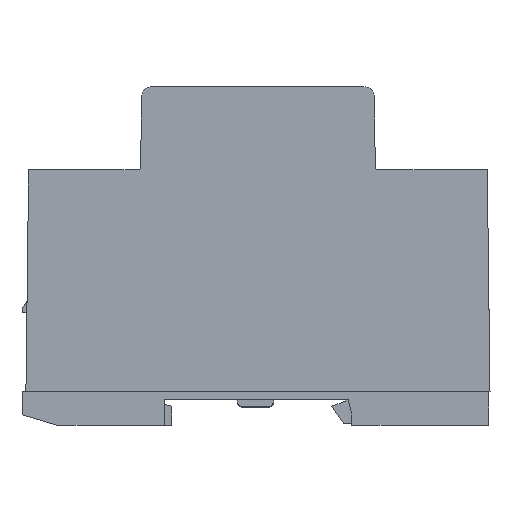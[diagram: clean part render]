
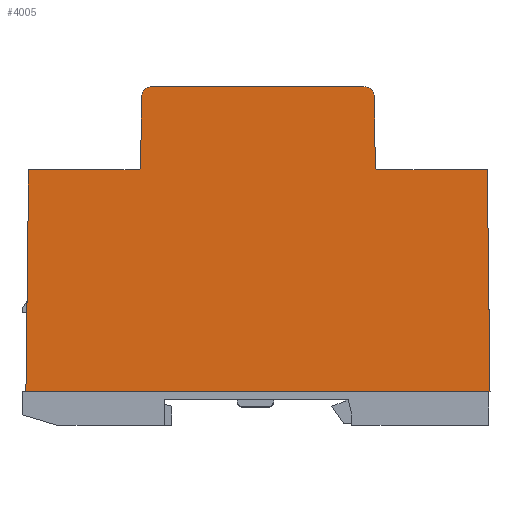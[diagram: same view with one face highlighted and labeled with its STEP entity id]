
A CAD part, left-side view. The second image highlights one B-rep face of the part: STEP entity #4005.
In plain terms, the highlighted planar face has unit normal (-1, 0, 0).
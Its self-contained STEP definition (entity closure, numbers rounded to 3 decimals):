
#4005=ADVANCED_FACE('',(#10552),#10553,.F.);
#4135=VERTEX_POINT('',#10765);
#4143=VERTEX_POINT('',#10773);
#4147=EDGE_CURVE('',#4143,#4135,#10777,.T.);
#4149=VERTEX_POINT('',#10779);
#4155=VERTEX_POINT('',#10785);
#4157=EDGE_CURVE('',#4149,#4155,#10787,.T.);
#4165=VERTEX_POINT('',#10795);
#4171=VERTEX_POINT('',#10801);
#4173=EDGE_CURVE('',#4165,#4171,#10803,.T.);
#4183=VERTEX_POINT('',#10813);
#4191=VERTEX_POINT('',#10821);
#4195=EDGE_CURVE('',#4191,#4183,#10825,.T.);
#5537=VERTEX_POINT('',#12167);
#5539=EDGE_CURVE('',#4155,#5537,#12169,.T.);
#8615=VERTEX_POINT('',#15245);
#8617=VERTEX_POINT('',#15247);
#8619=EDGE_CURVE('',#8615,#8617,#15249,.T.);
#8661=VERTEX_POINT('',#15291);
#8663=EDGE_CURVE('',#8615,#8661,#15293,.T.);
#8691=VERTEX_POINT('',#15321);
#8693=VERTEX_POINT('',#15323);
#8695=EDGE_CURVE('',#8691,#8693,#15325,.T.);
#8727=EDGE_CURVE('',#4183,#8691,#15357,.T.);
#8729=EDGE_CURVE('',#8693,#8617,#15359,.T.);
#8731=EDGE_CURVE('',#4171,#4191,#15361,.T.);
#8733=EDGE_CURVE('',#5537,#4165,#15363,.T.);
#8735=VERTEX_POINT('',#15365);
#8737=EDGE_CURVE('',#8735,#4149,#15367,.T.);
#8739=VERTEX_POINT('',#15369);
#8741=EDGE_CURVE('',#8739,#8735,#15371,.T.);
#8743=EDGE_CURVE('',#4135,#8739,#15373,.T.);
#8745=EDGE_CURVE('',#8661,#4143,#15375,.T.);
#10552=FACE_OUTER_BOUND('',#17176,.T.);
#10553=PLANE('',#17177);
#10765=CARTESIAN_POINT('',(0.25,67.143,49.144));
#10773=CARTESIAN_POINT('',(0.25,67.494,49.0));
#10777=CIRCLE('',#17407,0.5);
#10779=CARTESIAN_POINT('',(0.25,66.234,64.423));
#10785=CARTESIAN_POINT('',(0.25,64.829,65.0));
#10787=CIRCLE('',#17420,2.0);
#10795=CARTESIAN_POINT('',(0.25,22.766,64.423));
#10801=CARTESIAN_POINT('',(0.25,22.171,63.024));
#10803=CIRCLE('',#17442,2.0);
#10813=CARTESIAN_POINT('',(0.25,21.857,49.144));
#10821=CARTESIAN_POINT('',(0.25,22.006,49.494));
#10825=CIRCLE('',#17473,0.5);
#12167=CARTESIAN_POINT('',(0.25,24.171,65.0));
#12169=LINE('',#19629,#19630);
#15245=CARTESIAN_POINT('',(0.25,89.,6.501));
#15247=CARTESIAN_POINT('',(0.25,0.,6.501));
#15249=LINE('',#24671,#24672);
#15291=CARTESIAN_POINT('',(0.25,88.481,49.0));
#15293=LINE('',#24739,#24740);
#15321=CARTESIAN_POINT('',(0.25,21.506,49.0));
#15323=CARTESIAN_POINT('',(0.25,0.519,49.0));
#15325=LINE('',#24791,#24792);
#15357=CIRCLE('',#24838,0.5);
#15359=LINE('',#24841,#24842);
#15361=LINE('',#24845,#24846);
#15363=CIRCLE('',#24849,2.0);
#15365=CARTESIAN_POINT('',(0.25,66.829,63.024));
#15367=CIRCLE('',#24854,2.0);
#15369=CARTESIAN_POINT('',(0.25,66.994,49.494));
#15371=LINE('',#24859,#24860);
#15373=CIRCLE('',#24863,0.5);
#15375=LINE('',#24866,#24867);
#17176=EDGE_LOOP('',(#29886,#29887,#29888,#29889,#29890,#29891,#29892,#29893,#29894,#29895,#29896,#29897,#29898,#29899,#29900,#29901));
#17177=AXIS2_PLACEMENT_3D('',#29902,#29903,#29904);
#17407=AXIS2_PLACEMENT_3D('',#30466,#30467,#30468);
#17420=AXIS2_PLACEMENT_3D('',#30470,#30471,#30472);
#17442=AXIS2_PLACEMENT_3D('',#30478,#30479,#30480);
#17473=AXIS2_PLACEMENT_3D('',#30490,#30491,#30492);
#19629=CARTESIAN_POINT('',(0.25,64.829,65.0));
#19630=VECTOR('',#31113,40.658);
#24671=CARTESIAN_POINT('',(0.25,67.,6.501));
#24672=VECTOR('',#32235,1.0);
#24739=CARTESIAN_POINT('',(0.25,89.,6.5));
#24740=VECTOR('',#32257,42.503);
#24791=CARTESIAN_POINT('',(0.25,21.506,49.0));
#24792=VECTOR('',#32267,20.987);
#24838=AXIS2_PLACEMENT_3D('',#32287,#32288,#32289);
#24841=CARTESIAN_POINT('',(0.25,0.519,49.0));
#24842=VECTOR('',#32290,42.503);
#24845=CARTESIAN_POINT('',(0.25,22.171,63.024));
#24846=VECTOR('',#32291,13.532);
#24849=AXIS2_PLACEMENT_3D('',#32292,#32293,#32294);
#24854=AXIS2_PLACEMENT_3D('',#32295,#32296,#32297);
#24859=CARTESIAN_POINT('',(0.25,66.994,49.494));
#24860=VECTOR('',#32298,13.532);
#24863=AXIS2_PLACEMENT_3D('',#32299,#32300,#32301);
#24866=CARTESIAN_POINT('',(0.25,88.481,49.0));
#24867=VECTOR('',#32302,20.987);
#29886=ORIENTED_EDGE('',*,*,#8619,.T.);
#29887=ORIENTED_EDGE('',*,*,#8729,.F.);
#29888=ORIENTED_EDGE('',*,*,#8695,.F.);
#29889=ORIENTED_EDGE('',*,*,#8727,.F.);
#29890=ORIENTED_EDGE('',*,*,#4195,.F.);
#29891=ORIENTED_EDGE('',*,*,#8731,.F.);
#29892=ORIENTED_EDGE('',*,*,#4173,.F.);
#29893=ORIENTED_EDGE('',*,*,#8733,.F.);
#29894=ORIENTED_EDGE('',*,*,#5539,.F.);
#29895=ORIENTED_EDGE('',*,*,#4157,.F.);
#29896=ORIENTED_EDGE('',*,*,#8737,.F.);
#29897=ORIENTED_EDGE('',*,*,#8741,.F.);
#29898=ORIENTED_EDGE('',*,*,#8743,.F.);
#29899=ORIENTED_EDGE('',*,*,#4147,.F.);
#29900=ORIENTED_EDGE('',*,*,#8745,.F.);
#29901=ORIENTED_EDGE('',*,*,#8663,.F.);
#29902=CARTESIAN_POINT('',(0.25,89.,0.0));
#29903=DIRECTION('',(1.0,0.0,0.0));
#29904=DIRECTION('',(0.0,0.0,-1.0));
#30466=CARTESIAN_POINT('',(0.25,67.494,49.5));
#30467=DIRECTION('',(-1.0,0.0,0.0));
#30468=DIRECTION('',(0.0,0.,-1.0));
#30470=CARTESIAN_POINT('',(0.25,64.829,63.0));
#30471=DIRECTION('',(1.0,0.0,-0.0));
#30472=DIRECTION('',(0.0,1.,0.012));
#30478=CARTESIAN_POINT('',(0.25,24.171,63.0));
#30479=DIRECTION('',(1.0,0.0,0.0));
#30480=DIRECTION('',(0.0,0.,1.0));
#30490=CARTESIAN_POINT('',(0.25,21.506,49.5));
#30491=DIRECTION('',(-1.0,0.0,0.0));
#30492=DIRECTION('',(0.0,1.,-0.012));
#31113=DIRECTION('',(0.0,-1.0,0.0));
#32235=DIRECTION('',(0.0,-1.0,0.0));
#32257=DIRECTION('',(0.0,-0.012,1.));
#32267=DIRECTION('',(0.0,-1.0,0.0));
#32287=CARTESIAN_POINT('',(0.25,21.506,49.5));
#32288=DIRECTION('',(-1.0,0.0,0.0));
#32289=DIRECTION('',(0.0,1.,-0.012));
#32290=DIRECTION('',(0.0,-0.012,-1.));
#32291=DIRECTION('',(0.0,-0.012,-1.));
#32292=CARTESIAN_POINT('',(0.25,24.171,63.0));
#32293=DIRECTION('',(1.0,0.0,0.0));
#32294=DIRECTION('',(0.0,0.,1.0));
#32295=CARTESIAN_POINT('',(0.25,64.829,63.0));
#32296=DIRECTION('',(1.0,0.0,-0.0));
#32297=DIRECTION('',(0.0,1.,0.012));
#32298=DIRECTION('',(0.0,-0.012,1.));
#32299=CARTESIAN_POINT('',(0.25,67.494,49.5));
#32300=DIRECTION('',(-1.0,0.0,0.0));
#32301=DIRECTION('',(0.0,0.,-1.0));
#32302=DIRECTION('',(0.0,-1.0,0.0));
